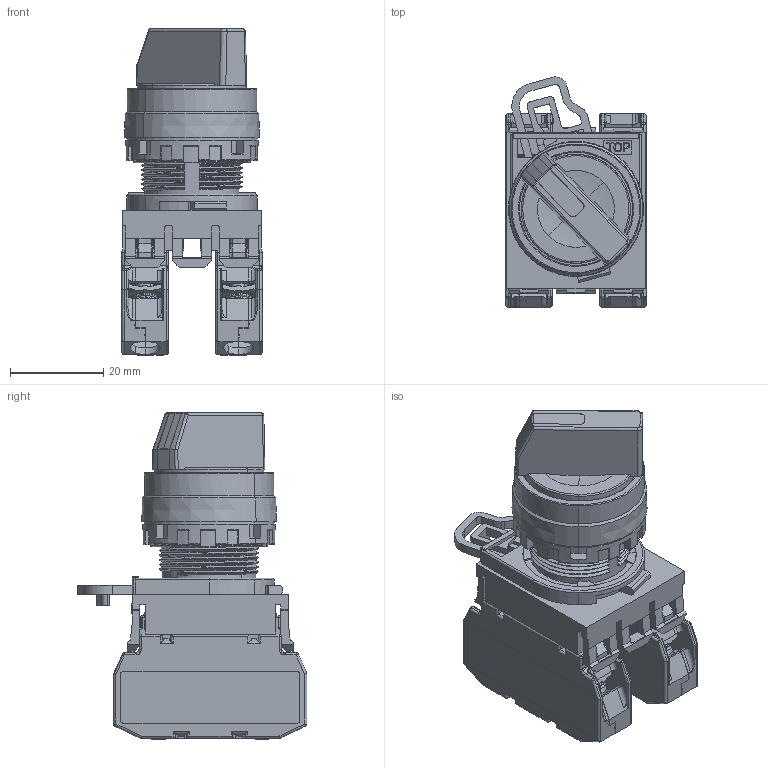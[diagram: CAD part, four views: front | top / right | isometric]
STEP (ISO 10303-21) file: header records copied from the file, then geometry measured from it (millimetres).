
FILE_DESCRIPTION (( 'STEP AP214' ), '1' );
FILE_NAME ('SB-22.S2S_S2F.STEP', '2021-05-11T10:21:16', ( '' ), ( '' ), 'SwSTEP 2.0', 'SolidWorks 2016', '' );
FILE_SCHEMA (( 'AUTOMOTIVE_DESIGN' ));
Length unit declared in the file: millimetre
Products named in the file (1): SB-22.S2S_S2F
Bounding box: 30.1 x 49.35 x 70 mm (x, y, z)
Surface area: 37839.2 mm2 (no closed solid volume)
Topology: 0 solids, 35 shells, 3749 faces, 10524 edges, 6778 vertices
Faces by surface type: plane 2275, cylinder 1012, bspline 390, cone 51, torus 21
Entity records: 199908 total; most frequent: CARTESIAN_POINT 66912, ORIENTED_EDGE 20790, DIRECTION 16588, EDGE_CURVE 10418, VECTOR 7004, LINE 7004, VERTEX_POINT 6773, AXIS2_PLACEMENT_3D 4792
